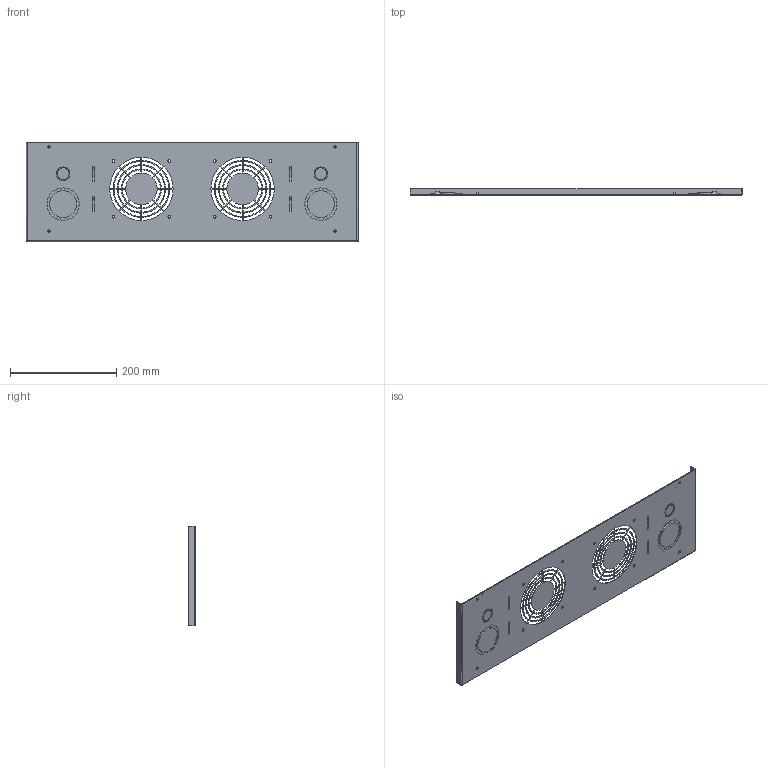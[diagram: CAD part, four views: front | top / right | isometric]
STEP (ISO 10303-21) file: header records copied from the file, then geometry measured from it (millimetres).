
FILE_DESCRIPTION (( 'STEP AP203' ), '1' );
FILE_NAME ('SDC3UCFP.step', '2020-11-11T21:56:58', ( 'ADC123' ), ( 'Microsoft' ), 'SwSTEP 2.0', 'SolidWorks 2019', '' );
FILE_SCHEMA (( 'CONFIG_CONTROL_DESIGN' ));
Length unit declared in the file: inch
Products named in the file (1): SDC3UCFP
Bounding box: 624.69 x 12.7 x 187.96 mm (x, y, z)
Volume: 172934.4 mm3; surface area: 248274 mm2
Topology: 5 solids, 5 shells, 470 faces, 1308 edges, 856 vertices
Faces by surface type: plane 288, cylinder 178, bspline 4
Full cylindrical faces by diameter (mm): 4.496 x4, 4.775 x8, 19.329 x2, 22.225 x2, 25.679 x2, 28.575 x2, 47.904 x2, 50.8 x2, 60.604 x2, 63.5 x2
Entity records: 15499 total; most frequent: CARTESIAN_POINT 2851, ORIENTED_EDGE 2560, DIRECTION 2554, EDGE_CURVE 1280, LINE 924, VECTOR 924, VERTEX_POINT 856, AXIS2_PLACEMENT_3D 815
